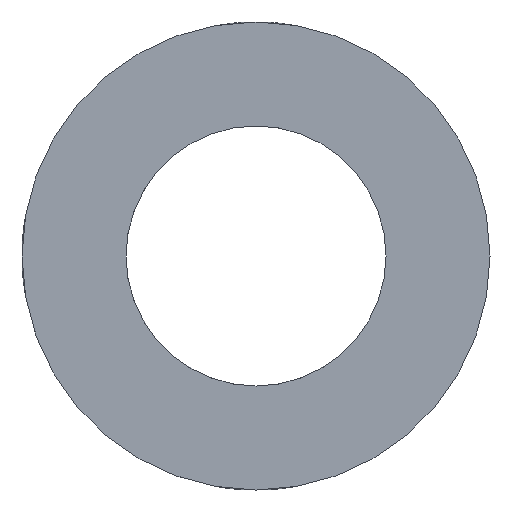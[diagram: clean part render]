
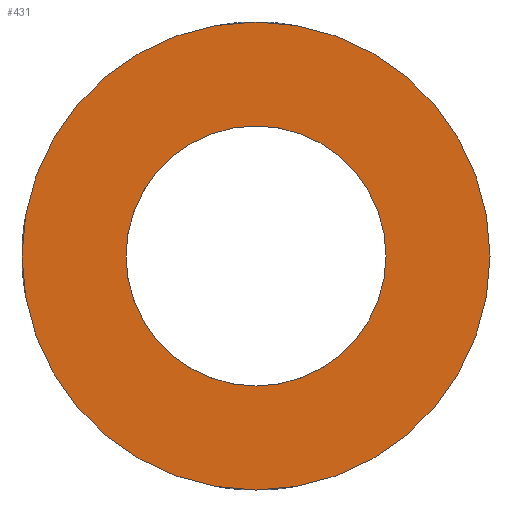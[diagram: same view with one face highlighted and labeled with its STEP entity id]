
A CAD part, left-side view. The second image highlights one B-rep face of the part: STEP entity #431.
In plain terms, the highlighted planar face has unit normal (-1, 0, 0).
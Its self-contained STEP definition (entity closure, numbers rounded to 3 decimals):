
#42=FACE_BOUND('',#97,.T.);
#65=FACE_OUTER_BOUND('',#96,.T.);
#96=EDGE_LOOP('',(#394));
#97=EDGE_LOOP('',(#395));
#170=CIRCLE('',#468,10.);
#179=CIRCLE('',#485,18.);
#209=VERTEX_POINT('',#825);
#218=VERTEX_POINT('',#859);
#259=EDGE_CURVE('',#209,#209,#170,.T.);
#276=EDGE_CURVE('',#218,#218,#179,.T.);
#394=ORIENTED_EDGE('',*,*,#276,.T.);
#395=ORIENTED_EDGE('',*,*,#259,.F.);
#408=PLANE('',#486);
#431=ADVANCED_FACE('',(#65,#42),#408,.T.);
#468=AXIS2_PLACEMENT_3D('',#826,#556,#557);
#485=AXIS2_PLACEMENT_3D('',#860,#598,#599);
#486=AXIS2_PLACEMENT_3D('',#862,#601,#602);
#556=DIRECTION('center_axis',(-1.,0.,0.));
#557=DIRECTION('ref_axis',(0.,0.,1.));
#598=DIRECTION('center_axis',(-1.,0.,0.));
#599=DIRECTION('ref_axis',(0.,0.,1.));
#601=DIRECTION('center_axis',(-1.,0.,0.));
#602=DIRECTION('ref_axis',(0.,0.,1.));
#825=CARTESIAN_POINT('',(-8.265,0.,-10.));
#826=CARTESIAN_POINT('Origin',(-8.265,0.,0.));
#859=CARTESIAN_POINT('',(-8.265,0.,-18.));
#860=CARTESIAN_POINT('Origin',(-8.265,0.,0.));
#862=CARTESIAN_POINT('Origin',(-8.265,0.,10.));
